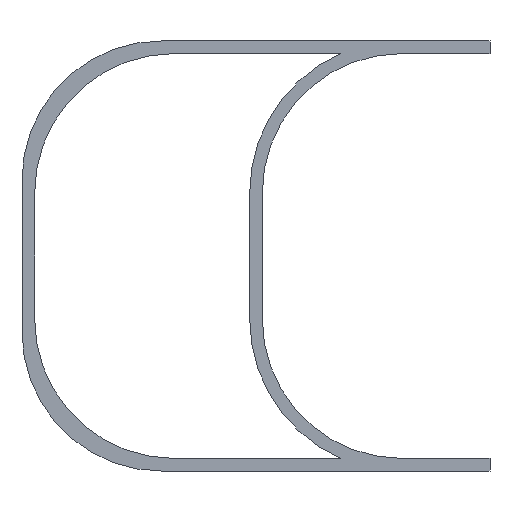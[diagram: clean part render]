
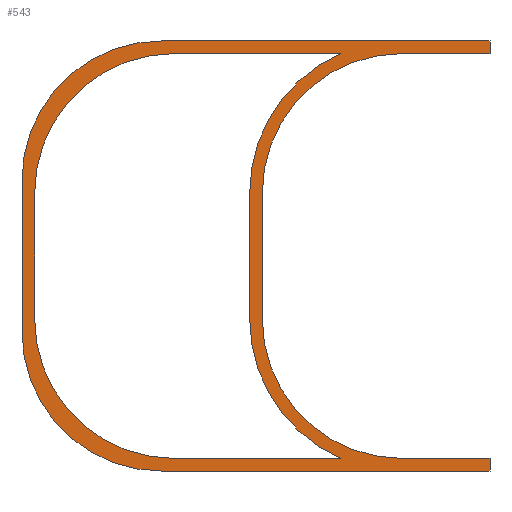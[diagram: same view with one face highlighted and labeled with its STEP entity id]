
A CAD part, left-side view. The second image highlights one B-rep face of the part: STEP entity #543.
In plain terms, the highlighted planar face has unit normal (-1, 0, 0).
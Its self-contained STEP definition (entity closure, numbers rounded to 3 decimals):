
#30=FACE_BOUND('',#103,.T.);
#51=CIRCLE('',#594,55.);
#52=CIRCLE('',#595,55.);
#53=CIRCLE('',#596,55.);
#54=CIRCLE('',#597,55.);
#55=CIRCLE('',#598,60.);
#56=CIRCLE('',#599,60.);
#57=CIRCLE('',#600,55.);
#58=CIRCLE('',#601,55.);
#73=FACE_OUTER_BOUND('',#102,.T.);
#102=EDGE_LOOP('',(#395,#396,#397,#398,#399,#400,#401,#402,#403,#404,#405,
#406));
#103=EDGE_LOOP('',(#407,#408,#409,#410,#411,#412,#413,#414));
#144=LINE('',#812,#194);
#156=LINE('',#853,#206);
#157=LINE('',#855,#207);
#158=LINE('',#859,#208);
#159=LINE('',#863,#209);
#160=LINE('',#865,#210);
#161=LINE('',#867,#211);
#162=LINE('',#871,#212);
#163=LINE('',#877,#213);
#164=LINE('',#881,#214);
#165=LINE('',#885,#215);
#166=LINE('',#888,#216);
#194=VECTOR('',#646,10.);
#206=VECTOR('',#678,10.);
#207=VECTOR('',#679,10.);
#208=VECTOR('',#682,10.);
#209=VECTOR('',#685,10.);
#210=VECTOR('',#686,10.);
#211=VECTOR('',#687,10.);
#212=VECTOR('',#690,10.);
#213=VECTOR('',#695,10.);
#214=VECTOR('',#698,10.);
#215=VECTOR('',#701,10.);
#216=VECTOR('',#704,10.);
#241=VERTEX_POINT('',#805);
#244=VERTEX_POINT('',#810);
#263=VERTEX_POINT('',#852);
#264=VERTEX_POINT('',#854);
#265=VERTEX_POINT('',#856);
#266=VERTEX_POINT('',#858);
#267=VERTEX_POINT('',#860);
#268=VERTEX_POINT('',#862);
#269=VERTEX_POINT('',#864);
#270=VERTEX_POINT('',#866);
#271=VERTEX_POINT('',#868);
#272=VERTEX_POINT('',#870);
#273=VERTEX_POINT('',#873);
#274=VERTEX_POINT('',#874);
#275=VERTEX_POINT('',#876);
#276=VERTEX_POINT('',#878);
#277=VERTEX_POINT('',#880);
#278=VERTEX_POINT('',#882);
#279=VERTEX_POINT('',#884);
#280=VERTEX_POINT('',#886);
#296=EDGE_CURVE('',#244,#241,#144,.T.);
#316=EDGE_CURVE('',#263,#241,#156,.T.);
#317=EDGE_CURVE('',#244,#264,#157,.T.);
#318=EDGE_CURVE('',#265,#264,#51,.T.);
#319=EDGE_CURVE('',#265,#266,#158,.T.);
#320=EDGE_CURVE('',#267,#266,#52,.T.);
#321=EDGE_CURVE('',#267,#268,#159,.T.);
#322=EDGE_CURVE('',#268,#269,#160,.T.);
#323=EDGE_CURVE('',#269,#270,#161,.T.);
#324=EDGE_CURVE('',#271,#270,#53,.T.);
#325=EDGE_CURVE('',#271,#272,#162,.T.);
#326=EDGE_CURVE('',#263,#272,#54,.T.);
#327=EDGE_CURVE('',#273,#274,#55,.T.);
#328=EDGE_CURVE('',#274,#275,#163,.T.);
#329=EDGE_CURVE('',#275,#276,#56,.T.);
#330=EDGE_CURVE('',#276,#277,#164,.T.);
#331=EDGE_CURVE('',#278,#277,#57,.T.);
#332=EDGE_CURVE('',#278,#279,#165,.T.);
#333=EDGE_CURVE('',#280,#279,#58,.T.);
#334=EDGE_CURVE('',#280,#273,#166,.T.);
#395=ORIENTED_EDGE('',*,*,#316,.T.);
#396=ORIENTED_EDGE('',*,*,#296,.F.);
#397=ORIENTED_EDGE('',*,*,#317,.T.);
#398=ORIENTED_EDGE('',*,*,#318,.F.);
#399=ORIENTED_EDGE('',*,*,#319,.T.);
#400=ORIENTED_EDGE('',*,*,#320,.F.);
#401=ORIENTED_EDGE('',*,*,#321,.T.);
#402=ORIENTED_EDGE('',*,*,#322,.T.);
#403=ORIENTED_EDGE('',*,*,#323,.T.);
#404=ORIENTED_EDGE('',*,*,#324,.F.);
#405=ORIENTED_EDGE('',*,*,#325,.T.);
#406=ORIENTED_EDGE('',*,*,#326,.F.);
#407=ORIENTED_EDGE('',*,*,#327,.T.);
#408=ORIENTED_EDGE('',*,*,#328,.T.);
#409=ORIENTED_EDGE('',*,*,#329,.T.);
#410=ORIENTED_EDGE('',*,*,#330,.T.);
#411=ORIENTED_EDGE('',*,*,#331,.F.);
#412=ORIENTED_EDGE('',*,*,#332,.T.);
#413=ORIENTED_EDGE('',*,*,#333,.F.);
#414=ORIENTED_EDGE('',*,*,#334,.T.);
#529=PLANE('',#593);
#543=ADVANCED_FACE('',(#73,#30),#529,.T.);
#593=AXIS2_PLACEMENT_3D('',#851,#676,#677);
#594=AXIS2_PLACEMENT_3D('',#857,#680,#681);
#595=AXIS2_PLACEMENT_3D('',#861,#683,#684);
#596=AXIS2_PLACEMENT_3D('',#869,#688,#689);
#597=AXIS2_PLACEMENT_3D('',#872,#691,#692);
#598=AXIS2_PLACEMENT_3D('',#875,#693,#694);
#599=AXIS2_PLACEMENT_3D('',#879,#696,#697);
#600=AXIS2_PLACEMENT_3D('',#883,#699,#700);
#601=AXIS2_PLACEMENT_3D('',#887,#702,#703);
#646=DIRECTION('',(0.,0.,-1.));
#676=DIRECTION('center_axis',(-1.,0.,0.));
#677=DIRECTION('ref_axis',(0.,0.,1.));
#678=DIRECTION('',(0.,-1.,0.));
#679=DIRECTION('',(0.,1.,0.));
#680=DIRECTION('center_axis',(-1.,0.,0.));
#681=DIRECTION('ref_axis',(0.,0.707,-0.707));
#682=DIRECTION('',(0.,0.,1.));
#683=DIRECTION('center_axis',(-1.,0.,0.));
#684=DIRECTION('ref_axis',(0.,0.707,0.707));
#685=DIRECTION('',(0.,-1.,0.));
#686=DIRECTION('',(0.,0.,1.));
#687=DIRECTION('',(0.,1.,0.));
#688=DIRECTION('center_axis',(1.,0.,0.));
#689=DIRECTION('ref_axis',(0.,0.707,0.707));
#690=DIRECTION('',(0.,0.,-1.));
#691=DIRECTION('center_axis',(1.,0.,0.));
#692=DIRECTION('ref_axis',(0.,0.707,-0.707));
#693=DIRECTION('center_axis',(-1.,0.,0.));
#694=DIRECTION('ref_axis',(0.,1.,0.));
#695=DIRECTION('',(0.,0.,-1.));
#696=DIRECTION('center_axis',(-1.,0.,0.));
#697=DIRECTION('ref_axis',(0.,0.4,-0.917));
#698=DIRECTION('',(0.,1.,0.));
#699=DIRECTION('center_axis',(-1.,0.,0.));
#700=DIRECTION('ref_axis',(0.,0.707,-0.707));
#701=DIRECTION('',(0.,0.,1.));
#702=DIRECTION('center_axis',(-1.,0.,0.));
#703=DIRECTION('ref_axis',(0.,0.707,0.707));
#704=DIRECTION('',(0.,-1.,0.));
#805=CARTESIAN_POINT('',(452.5,0.,-85.));
#810=CARTESIAN_POINT('',(452.5,0.,-80.));
#812=CARTESIAN_POINT('',(452.5,0.,-85.));
#851=CARTESIAN_POINT('Origin',(452.5,92.5,0.));
#852=CARTESIAN_POINT('',(452.5,130.,-85.));
#853=CARTESIAN_POINT('',(452.5,46.25,-85.));
#854=CARTESIAN_POINT('',(452.5,35.,-80.));
#855=CARTESIAN_POINT('',(452.5,90.,-80.));
#856=CARTESIAN_POINT('',(452.5,90.,-25.));
#857=CARTESIAN_POINT('Origin',(452.5,35.,-25.));
#858=CARTESIAN_POINT('',(452.5,90.,25.));
#859=CARTESIAN_POINT('',(452.5,90.,80.));
#860=CARTESIAN_POINT('',(452.5,35.,80.));
#861=CARTESIAN_POINT('Origin',(452.5,35.,25.));
#862=CARTESIAN_POINT('',(452.5,0.,80.));
#863=CARTESIAN_POINT('',(452.5,0.,80.));
#864=CARTESIAN_POINT('',(452.5,0.,85.));
#865=CARTESIAN_POINT('',(452.5,0.,85.));
#866=CARTESIAN_POINT('',(452.5,130.,85.));
#867=CARTESIAN_POINT('',(452.5,90.,85.));
#868=CARTESIAN_POINT('',(452.5,185.,30.));
#869=CARTESIAN_POINT('Origin',(452.5,130.,30.));
#870=CARTESIAN_POINT('',(452.5,185.,-30.));
#871=CARTESIAN_POINT('',(452.5,185.,-20.));
#872=CARTESIAN_POINT('Origin',(452.5,130.,-30.));
#873=CARTESIAN_POINT('',(452.5,58.979,80.));
#874=CARTESIAN_POINT('',(452.5,95.,25.));
#875=CARTESIAN_POINT('Origin',(452.5,35.,25.));
#876=CARTESIAN_POINT('',(452.5,95.,-25.));
#877=CARTESIAN_POINT('',(452.5,95.,0.));
#878=CARTESIAN_POINT('',(452.5,58.979,-80.));
#879=CARTESIAN_POINT('Origin',(452.5,35.,-25.));
#880=CARTESIAN_POINT('',(452.5,125.,-80.));
#881=CARTESIAN_POINT('',(452.5,93.75,-80.));
#882=CARTESIAN_POINT('',(452.5,180.,-25.));
#883=CARTESIAN_POINT('Origin',(452.5,125.,-25.));
#884=CARTESIAN_POINT('',(452.5,180.,25.));
#885=CARTESIAN_POINT('',(452.5,180.,-20.));
#886=CARTESIAN_POINT('',(452.5,125.,80.));
#887=CARTESIAN_POINT('Origin',(452.5,125.,25.));
#888=CARTESIAN_POINT('',(452.5,90.,80.));
